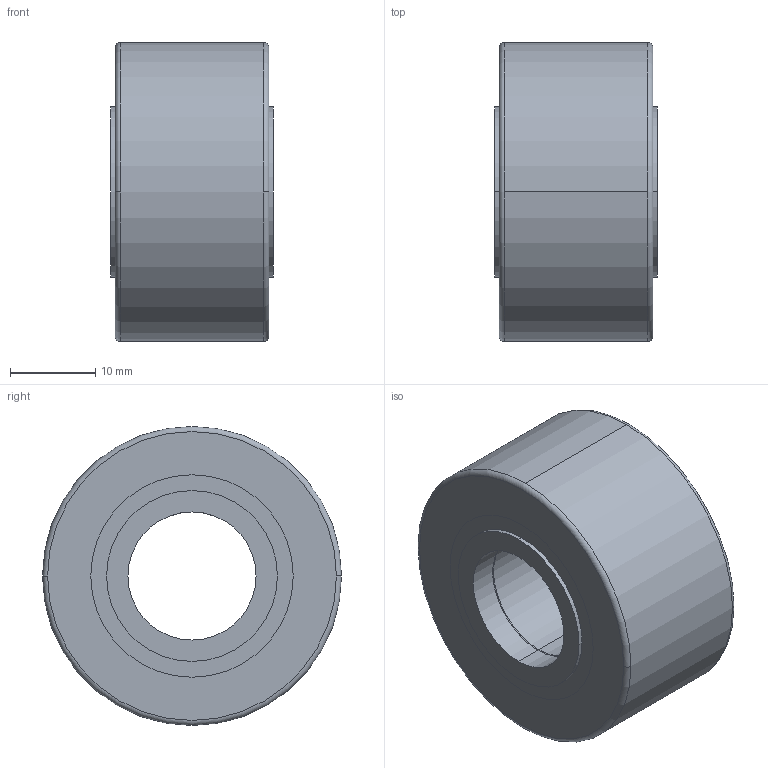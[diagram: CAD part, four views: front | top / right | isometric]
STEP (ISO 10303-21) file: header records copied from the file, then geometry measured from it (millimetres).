
FILE_DESCRIPTION(('STEP AP214'),'1');
FILE_NAME('inafag_nutr15_96xgsazgp7szoabrpvcsv0qao.stp','2017-05-05T11:57:42',('TraceParts'),('TraceParts S.A.'),'Spatial InterOp 3D',' ',' ');
FILE_SCHEMA(('automotive_design'));
Length unit declared in the file: millimetre
Products named in the file (6): inafag_nutr15_96xgsazgp7szoabrpvcsv0qao_1; inafag_nutr15_96xgsazgp7szoabrpvcsv0qao_2; inafag_nutr15_96xgsazgp7szoabrpvcsv0qao_3; inafag_nutr15_96xgsazgp7szoabrpvcsv0qao_4; inafag_nutr15_96xgsazgp7szoabrpvcsv0qao_5; inafag_nutr15_96xgsazgp7szoabrpvcsv0qao_6
Bounding box: 19 x 35 x 35 mm (x, y, z)
Volume: 10740.3 mm3; surface area: 9905.4 mm2
Topology: 14 solids, 14 shells, 128 faces, 306 edges, 210 vertices
Faces by surface type: cylinder 54, torus 40, plane 34
Entity records: 5083 total; most frequent: DIRECTION 812, CARTESIAN_POINT 720, ORIENTED_EDGE 612, AXIS2_PLACEMENT_3D 378, EDGE_CURVE 306, CIRCLE 244, VERTEX_POINT 210, EDGE_LOOP 146
